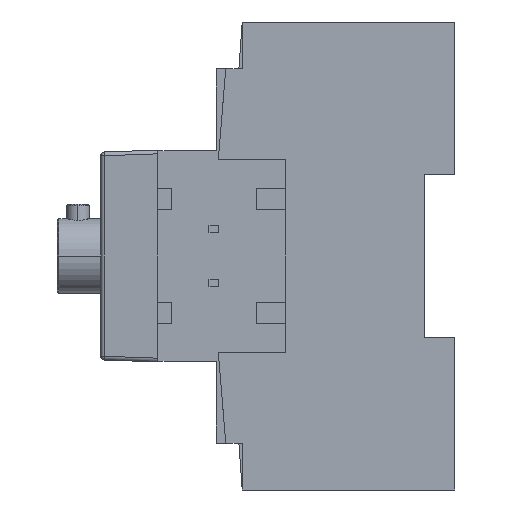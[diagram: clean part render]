
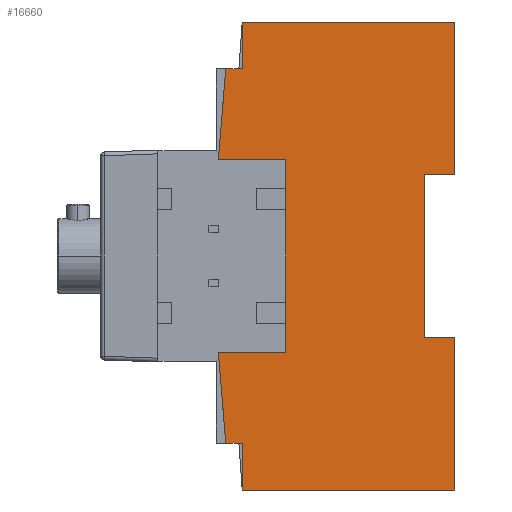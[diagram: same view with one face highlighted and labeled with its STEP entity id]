
A CAD part, left-side view. The second image highlights one B-rep face of the part: STEP entity #16660.
In plain terms, the highlighted planar face has unit normal (-1, 0, 0).
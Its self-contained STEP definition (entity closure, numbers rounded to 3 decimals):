
#2438=DIRECTION('',(0.,1.,0.));
#2439=VECTOR('',#2438,14.4);
#2440=CARTESIAN_POINT('',(-99.01,-7.054,-20.6));
#2441=LINE('',#2440,#2439);
#3044=DIRECTION('',(0.,-1.,0.));
#3045=VECTOR('',#3044,3.5);
#3046=CARTESIAN_POINT('',(-99.01,5.746,-40.));
#3047=LINE('',#3046,#3045);
#3464=DIRECTION('',(0.,-1.,0.));
#3465=VECTOR('',#3464,45.4);
#3466=CARTESIAN_POINT('',(-99.01,2.246,-50.));
#3467=LINE('',#3466,#3465);
#3513=DIRECTION('',(0.,0.,1.));
#3514=VECTOR('',#3513,32.5);
#3515=CARTESIAN_POINT('',(-99.01,-43.154,-50.));
#3516=LINE('',#3515,#3514);
#3520=DIRECTION('',(0.,1.,0.));
#3521=VECTOR('',#3520,14.4);
#3522=CARTESIAN_POINT('',(-99.01,-7.054,20.6));
#3523=LINE('',#3522,#3521);
#3527=DIRECTION('',(0.,0.082,-0.997));
#3528=VECTOR('',#3527,19.466);
#3529=CARTESIAN_POINT('',(-99.01,5.746,40.));
#3530=LINE('',#3529,#3528);
#3534=DIRECTION('',(0.,-1.,0.));
#3535=VECTOR('',#3534,3.5);
#3536=CARTESIAN_POINT('',(-99.01,5.746,40.));
#3537=LINE('',#3536,#3535);
#3541=DIRECTION('',(0.,0.,1.));
#3542=VECTOR('',#3541,10.);
#3543=CARTESIAN_POINT('',(-99.01,2.246,40.));
#3544=LINE('',#3543,#3542);
#3548=DIRECTION('',(0.,-1.,0.));
#3549=VECTOR('',#3548,45.4);
#3550=CARTESIAN_POINT('',(-99.01,2.246,50.));
#3551=LINE('',#3550,#3549);
#3555=DIRECTION('',(0.,0.,-1.));
#3556=VECTOR('',#3555,32.5);
#3557=CARTESIAN_POINT('',(-99.01,-43.154,50.));
#3558=LINE('',#3557,#3556);
#3562=DIRECTION('',(0.,1.,0.));
#3563=VECTOR('',#3562,6.505);
#3564=CARTESIAN_POINT('',(-99.01,-43.154,17.5));
#3565=LINE('',#3564,#3563);
#3569=DIRECTION('',(0.,0.,-1.));
#3570=VECTOR('',#3569,35.);
#3571=CARTESIAN_POINT('',(-99.01,-36.648,17.5));
#3572=LINE('',#3571,#3570);
#3576=DIRECTION('',(0.,0.,1.));
#3577=VECTOR('',#3576,10.);
#3578=CARTESIAN_POINT('',(-99.01,2.246,-50.));
#3579=LINE('',#3578,#3577);
#3583=DIRECTION('',(0.,-0.082,-0.997));
#3584=VECTOR('',#3583,19.466);
#3585=CARTESIAN_POINT('',(-99.01,7.346,-20.6));
#3586=LINE('',#3585,#3584);
#3590=DIRECTION('',(0.,0.,1.));
#3591=VECTOR('',#3590,41.2);
#3592=CARTESIAN_POINT('',(-99.01,-7.054,-20.6));
#3593=LINE('',#3592,#3591);
#11987=DIRECTION('',(0.,1.,0.));
#11988=VECTOR('',#11987,6.505);
#11989=CARTESIAN_POINT('',(-99.01,-43.154,-17.5));
#11990=LINE('',#11989,#11988);
#14369=CARTESIAN_POINT('',(-99.01,-36.648,17.5));
#14370=VERTEX_POINT('',#14369);
#14371=CARTESIAN_POINT('',(-99.01,-36.648,-17.5));
#14372=VERTEX_POINT('',#14371);
#14629=CARTESIAN_POINT('',(-99.01,2.246,-50.));
#14630=VERTEX_POINT('',#14629);
#14631=CARTESIAN_POINT('',(-99.01,2.246,-40.));
#14632=VERTEX_POINT('',#14631);
#14633=CARTESIAN_POINT('',(-99.01,-7.054,20.6));
#14635=VERTEX_POINT('',#14633);
#14637=CARTESIAN_POINT('',(-99.01,-7.054,-20.6));
#14638=VERTEX_POINT('',#14637);
#15994=CARTESIAN_POINT('',(-99.01,-43.154,17.5));
#15996=VERTEX_POINT('',#15994);
#15999=CARTESIAN_POINT('',(-99.01,-43.154,50.));
#16000=VERTEX_POINT('',#15999);
#16001=CARTESIAN_POINT('',(-99.01,2.246,50.));
#16002=VERTEX_POINT('',#16001);
#16007=CARTESIAN_POINT('',(-99.01,2.246,40.));
#16008=VERTEX_POINT('',#16007);
#16009=CARTESIAN_POINT('',(-99.01,5.746,40.));
#16010=VERTEX_POINT('',#16009);
#16013=CARTESIAN_POINT('',(-99.01,7.346,20.6));
#16014=VERTEX_POINT('',#16013);
#16017=CARTESIAN_POINT('',(-99.01,-43.154,-17.5));
#16018=VERTEX_POINT('',#16017);
#16019=CARTESIAN_POINT('',(-99.01,-43.154,-50.));
#16020=VERTEX_POINT('',#16019);
#16021=CARTESIAN_POINT('',(-99.01,5.746,-40.));
#16022=VERTEX_POINT('',#16021);
#16023=CARTESIAN_POINT('',(-99.01,7.346,-20.6));
#16024=VERTEX_POINT('',#16023);
#16626=CARTESIAN_POINT('',(-99.01,-17.904,0.));
#16627=DIRECTION('',(1.,0.,0.));
#16628=DIRECTION('',(0.,0.,1.));
#16629=AXIS2_PLACEMENT_3D('',#16626,#16627,#16628);
#16630=PLANE('',#16629);
#16632=ORIENTED_EDGE('',*,*,#16631,.T.);
#16634=ORIENTED_EDGE('',*,*,#16633,.F.);
#16636=ORIENTED_EDGE('',*,*,#16635,.T.);
#16638=ORIENTED_EDGE('',*,*,#16637,.T.);
#16640=ORIENTED_EDGE('',*,*,#16639,.T.);
#16642=ORIENTED_EDGE('',*,*,#16641,.T.);
#16644=ORIENTED_EDGE('',*,*,#16643,.T.);
#16646=ORIENTED_EDGE('',*,*,#16645,.T.);
#16648=ORIENTED_EDGE('',*,*,#16647,.F.);
#16649=ORIENTED_EDGE('',*,*,#16619,.F.);
#16650=ORIENTED_EDGE('',*,*,#16574,.F.);
#16652=ORIENTED_EDGE('',*,*,#16651,.T.);
#16653=ORIENTED_EDGE('',*,*,#16416,.F.);
#16654=ORIENTED_EDGE('',*,*,#16274,.F.);
#16655=ORIENTED_EDGE('',*,*,#16260,.F.);
#16657=ORIENTED_EDGE('',*,*,#16656,.T.);
#16658=EDGE_LOOP('',(#16632,#16634,#16636,#16638,#16640,#16642,#16644,#16646,
#16648,#16649,#16650,#16652,#16653,#16654,#16655,#16657));
#16659=FACE_OUTER_BOUND('',#16658,.F.);
#16260=EDGE_CURVE('',#14638,#16024,#2441,.T.);
#16274=EDGE_CURVE('',#16024,#16022,#3586,.T.);
#16416=EDGE_CURVE('',#16022,#14632,#3047,.T.);
#16574=EDGE_CURVE('',#14630,#16020,#3467,.T.);
#16619=EDGE_CURVE('',#16020,#16018,#3516,.T.);
#16631=EDGE_CURVE('',#14635,#16014,#3523,.T.);
#16633=EDGE_CURVE('',#16010,#16014,#3530,.T.);
#16635=EDGE_CURVE('',#16010,#16008,#3537,.T.);
#16637=EDGE_CURVE('',#16008,#16002,#3544,.T.);
#16639=EDGE_CURVE('',#16002,#16000,#3551,.T.);
#16641=EDGE_CURVE('',#16000,#15996,#3558,.T.);
#16643=EDGE_CURVE('',#15996,#14370,#3565,.T.);
#16645=EDGE_CURVE('',#14370,#14372,#3572,.T.);
#16647=EDGE_CURVE('',#16018,#14372,#11990,.T.);
#16651=EDGE_CURVE('',#14630,#14632,#3579,.T.);
#16656=EDGE_CURVE('',#14638,#14635,#3593,.T.);
#16660=ADVANCED_FACE('',(#16659),#16630,.F.);
